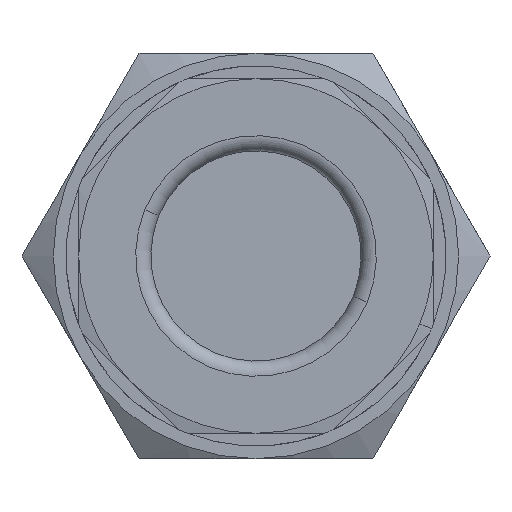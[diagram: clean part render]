
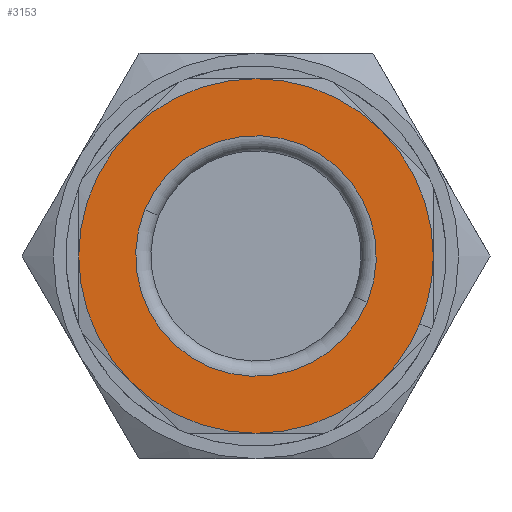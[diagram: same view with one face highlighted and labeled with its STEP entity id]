
A CAD part, front view. The second image highlights one B-rep face of the part: STEP entity #3153.
In plain terms, the highlighted planar face has unit normal (0, -1, 0).
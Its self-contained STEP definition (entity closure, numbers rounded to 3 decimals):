
#230 = CARTESIAN_POINT ( 'NONE',  ( 3.5, -0.5, 0. ) ) ;
#236 = CARTESIAN_POINT ( 'NONE',  ( 3.234, -0.5, -1.339 ) ) ;
#265 = CARTESIAN_POINT ( 'NONE',  ( 2.194, -0.5, -0.909 ) ) ;
#266 = CARTESIAN_POINT ( 'NONE',  ( -2.194, -0.5, 0.909 ) ) ;
#501 = VERTEX_POINT ( 'NONE', #265 ) ;
#508 = VERTEX_POINT ( 'NONE', #266 ) ;
#529 = VERTEX_POINT ( 'NONE', #236 ) ;
#535 = VERTEX_POINT ( 'NONE', #230 ) ;
#879 = PLANE ( 'NONE',  #2604 ) ;
#886 = CARTESIAN_POINT ( 'NONE',  ( -1.339, -0.5, -3.234 ) ) ;
#887 = DIRECTION ( 'NONE',  ( 0., -1., 0. ) ) ;
#888 = DIRECTION ( 'NONE',  ( -0.924, 0., 0.383 ) ) ;
#968 = CARTESIAN_POINT ( 'NONE',  ( -3.5, -0.5, 0. ) ) ;
#972 = CARTESIAN_POINT ( 'NONE',  ( -2.475, -0.5, -2.475 ) ) ;
#973 = CARTESIAN_POINT ( 'NONE',  ( 2.475, -0.5, -2.475 ) ) ;
#977 = CARTESIAN_POINT ( 'NONE',  ( 0., -0.5, -3.5 ) ) ;
#981 = CARTESIAN_POINT ( 'NONE',  ( 2.475, -0.5, 2.475 ) ) ;
#982 = CARTESIAN_POINT ( 'NONE',  ( 0., -0.5, 3.5 ) ) ;
#983 = CARTESIAN_POINT ( 'NONE',  ( -2.475, -0.5, 2.475 ) ) ;
#1224 = EDGE_CURVE ( 'NONE', #535, #529, #3178, .T. ) ;
#1288 = CARTESIAN_POINT ( 'NONE',  ( 0., -0.5, 0. ) ) ;
#1289 = DIRECTION ( 'NONE',  ( 0., 1., 0. ) ) ;
#1290 = DIRECTION ( 'NONE',  ( -0.924, 0., 0.383 ) ) ;
#1947 = CARTESIAN_POINT ( 'NONE',  ( 0., -0.5, 0. ) ) ;
#1948 = DIRECTION ( 'NONE',  ( 0., 1., 0. ) ) ;
#1949 = DIRECTION ( 'NONE',  ( -0.924, 0., 0.383 ) ) ;
#2010 = CARTESIAN_POINT ( 'NONE',  ( 0., -0.5, 0. ) ) ;
#2011 = DIRECTION ( 'NONE',  ( 0., 1., 0. ) ) ;
#2012 = DIRECTION ( 'NONE',  ( 0.924, 0., -0.383 ) ) ;
#2013 = CARTESIAN_POINT ( 'NONE',  ( 0., -0.5, 0. ) ) ;
#2014 = DIRECTION ( 'NONE',  ( 0., 1., 0. ) ) ;
#2015 = DIRECTION ( 'NONE',  ( 0.924, 0., -0.383 ) ) ;
#2019 = CARTESIAN_POINT ( 'NONE',  ( 0., -0.5, 0. ) ) ;
#2020 = DIRECTION ( 'NONE',  ( 0., 1., 0. ) ) ;
#2021 = DIRECTION ( 'NONE',  ( 0.924, 0., -0.383 ) ) ;
#2025 = CARTESIAN_POINT ( 'NONE',  ( 0., -0.5, 0. ) ) ;
#2026 = DIRECTION ( 'NONE',  ( 0., 1., 0. ) ) ;
#2027 = DIRECTION ( 'NONE',  ( 0.924, 0., -0.383 ) ) ;
#2031 = CARTESIAN_POINT ( 'NONE',  ( 0., -0.5, 0. ) ) ;
#2032 = DIRECTION ( 'NONE',  ( 0., 1., 0. ) ) ;
#2033 = DIRECTION ( 'NONE',  ( 0.924, 0., -0.383 ) ) ;
#2034 = CARTESIAN_POINT ( 'NONE',  ( 0., -0.5, 0. ) ) ;
#2035 = DIRECTION ( 'NONE',  ( 0., 1., 0. ) ) ;
#2036 = DIRECTION ( 'NONE',  ( 0.924, 0., -0.383 ) ) ;
#2037 = CARTESIAN_POINT ( 'NONE',  ( 0., -0.5, 0. ) ) ;
#2038 = DIRECTION ( 'NONE',  ( 0., 1., 0. ) ) ;
#2039 = DIRECTION ( 'NONE',  ( 0.924, 0., -0.383 ) ) ;
#2043 = CARTESIAN_POINT ( 'NONE',  ( 0., -0.5, 0. ) ) ;
#2044 = DIRECTION ( 'NONE',  ( 0., 1., 0. ) ) ;
#2045 = DIRECTION ( 'NONE',  ( 0.924, 0., -0.383 ) ) ;
#2155 = FACE_BOUND ( 'NONE', #3760, .T. ) ;
#2159 = FACE_OUTER_BOUND ( 'NONE', #3781, .T. ) ;
#2467 = EDGE_CURVE ( 'NONE', #501, #508, #3261, .T. ) ;
#2490 = EDGE_CURVE ( 'NONE', #3912, #3907, #3289, .T. ) ;
#2491 = EDGE_CURVE ( 'NONE', #3907, #3903, #3279, .T. ) ;
#2493 = EDGE_CURVE ( 'NONE', #3903, #3918, #3293, .T. ) ;
#2495 = EDGE_CURVE ( 'NONE', #3918, #3917, #3295, .T. ) ;
#2497 = EDGE_CURVE ( 'NONE', #3917, #3916, #3297, .T. ) ;
#2498 = EDGE_CURVE ( 'NONE', #529, #3908, #3298, .T. ) ;
#2499 = EDGE_CURVE ( 'NONE', #3908, #3912, #3299, .T. ) ;
#2501 = EDGE_CURVE ( 'NONE', #3916, #535, #3301, .T. ) ;
#2509 = EDGE_CURVE ( 'NONE', #508, #501, #3309, .T. ) ;
#2598 = AXIS2_PLACEMENT_3D ( 'NONE', #3599, #3600, #3601 ) ;
#2604 = AXIS2_PLACEMENT_3D ( 'NONE', #886, #887, #888 ) ;
#2649 = AXIS2_PLACEMENT_3D ( 'NONE', #1947, #1948, #1949 ) ;
#2656 = AXIS2_PLACEMENT_3D ( 'NONE', #2010, #2011, #2012 ) ;
#2657 = AXIS2_PLACEMENT_3D ( 'NONE', #2013, #2014, #2015 ) ;
#2659 = AXIS2_PLACEMENT_3D ( 'NONE', #2019, #2020, #2021 ) ;
#2661 = AXIS2_PLACEMENT_3D ( 'NONE', #2025, #2026, #2027 ) ;
#2663 = AXIS2_PLACEMENT_3D ( 'NONE', #2031, #2032, #2033 ) ;
#2664 = AXIS2_PLACEMENT_3D ( 'NONE', #2034, #2035, #2036 ) ;
#2665 = AXIS2_PLACEMENT_3D ( 'NONE', #2037, #2038, #2039 ) ;
#2667 = AXIS2_PLACEMENT_3D ( 'NONE', #2043, #2044, #2045 ) ;
#2675 = AXIS2_PLACEMENT_3D ( 'NONE', #1288, #1289, #1290 ) ;
#3153 = ADVANCED_FACE ( 'NONE', ( #2155, #2159 ), #879, .T. ) ;
#3178 = CIRCLE ( 'NONE', #2598, 3.5 ) ;
#3261 = CIRCLE ( 'NONE', #2649, 2.375 ) ;
#3279 = CIRCLE ( 'NONE', #2657, 3.5 ) ;
#3289 = CIRCLE ( 'NONE', #2656, 3.5 ) ;
#3293 = CIRCLE ( 'NONE', #2659, 3.5 ) ;
#3295 = CIRCLE ( 'NONE', #2661, 3.5 ) ;
#3297 = CIRCLE ( 'NONE', #2663, 3.5 ) ;
#3298 = CIRCLE ( 'NONE', #2664, 3.5 ) ;
#3299 = CIRCLE ( 'NONE', #2665, 3.5 ) ;
#3301 = CIRCLE ( 'NONE', #2667, 3.5 ) ;
#3309 = CIRCLE ( 'NONE', #2675, 2.375 ) ;
#3599 = CARTESIAN_POINT ( 'NONE',  ( 0., -0.5, 0. ) ) ;
#3600 = DIRECTION ( 'NONE',  ( 0., 1., 0. ) ) ;
#3601 = DIRECTION ( 'NONE',  ( 0.924, 0., -0.383 ) ) ;
#3760 = EDGE_LOOP ( 'NONE', ( #4001, #4002 ) ) ;
#3781 = EDGE_LOOP ( 'NONE', ( #4003, #4004, #4005, #4006, #4007, #4008, #4009, #4010, #4011 ) ) ;
#3903 = VERTEX_POINT ( 'NONE', #968 ) ;
#3907 = VERTEX_POINT ( 'NONE', #972 ) ;
#3908 = VERTEX_POINT ( 'NONE', #973 ) ;
#3912 = VERTEX_POINT ( 'NONE', #977 ) ;
#3916 = VERTEX_POINT ( 'NONE', #981 ) ;
#3917 = VERTEX_POINT ( 'NONE', #982 ) ;
#3918 = VERTEX_POINT ( 'NONE', #983 ) ;
#4001 = ORIENTED_EDGE ( 'NONE', *, *, #2509, .T. ) ;
#4002 = ORIENTED_EDGE ( 'NONE', *, *, #2467, .T. ) ;
#4003 = ORIENTED_EDGE ( 'NONE', *, *, #2499, .F. ) ;
#4004 = ORIENTED_EDGE ( 'NONE', *, *, #2498, .F. ) ;
#4005 = ORIENTED_EDGE ( 'NONE', *, *, #1224, .F. ) ;
#4006 = ORIENTED_EDGE ( 'NONE', *, *, #2501, .F. ) ;
#4007 = ORIENTED_EDGE ( 'NONE', *, *, #2497, .F. ) ;
#4008 = ORIENTED_EDGE ( 'NONE', *, *, #2495, .F. ) ;
#4009 = ORIENTED_EDGE ( 'NONE', *, *, #2493, .F. ) ;
#4010 = ORIENTED_EDGE ( 'NONE', *, *, #2491, .F. ) ;
#4011 = ORIENTED_EDGE ( 'NONE', *, *, #2490, .F. ) ;
